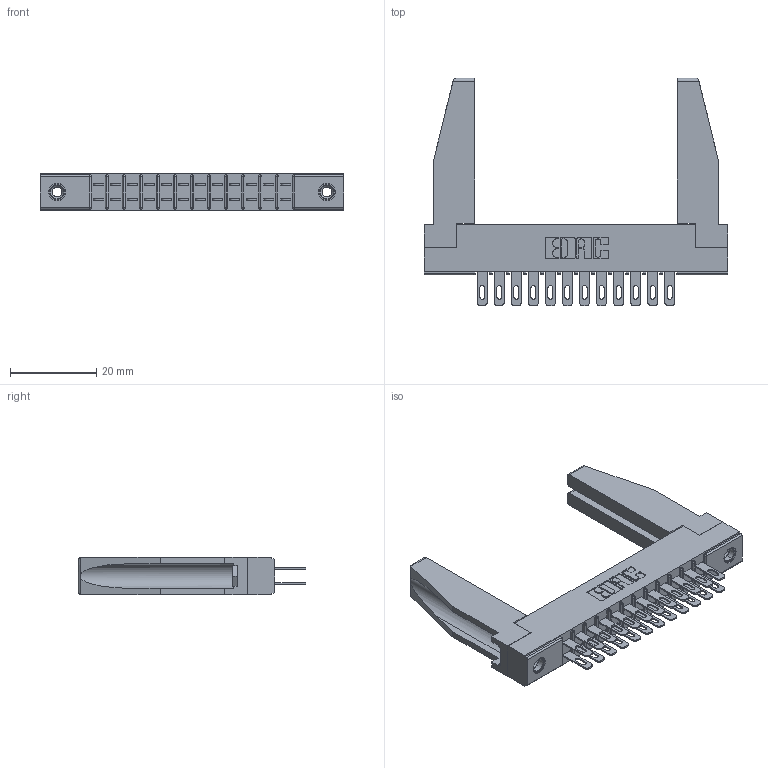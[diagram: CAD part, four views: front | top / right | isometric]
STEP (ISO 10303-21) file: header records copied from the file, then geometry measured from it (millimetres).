
FILE_DESCRIPTION (( 'STEP AP203' ), '1' );
FILE_NAME ('305-024-500-578.STEP', '2019-09-09T14:03:09', ( '' ), ( '' ), 'SwSTEP 2.0', 'SolidWorks 2016', '' );
FILE_SCHEMA (( 'CONFIG_CONTROL_DESIGN' ));
Length unit declared in the file: inch
Products named in the file (5): 345-250-001_345-250-001-102; 305-024-500-578; 307-220-078; 305-290-001_500; 305 Part_.156 Dia
Assembly tree (29 placements, depth 2):
  305-024-500-578
    305 Part_.156 Dia
    305-290-001_500  x24
    345-250-001_345-250-001-102  x2
    307-220-078  x2
Bounding box: 70.56 x 52.88 x 8.71 mm (x, y, z)
Volume: 8335.3 mm3; surface area: 12248.7 mm2
Topology: 29 solids, 29 shells, 1446 faces, 4090 edges, 2652 vertices
Faces by surface type: plane 824, cylinder 558, sphere 48, cone 12, torus 4
Entity records: 19106 total; most frequent: CARTESIAN_POINT 3168, ORIENTED_EDGE 3098, DIRECTION 3049, EDGE_CURVE 1549, LINE 1215, VECTOR 1215, VERTEX_POINT 994, AXIS2_PLACEMENT_3D 917
